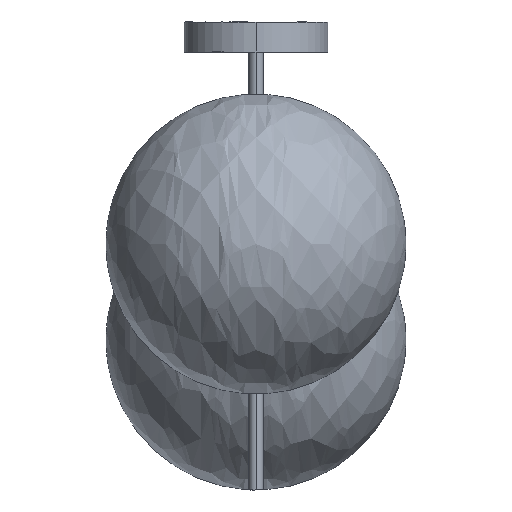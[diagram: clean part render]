
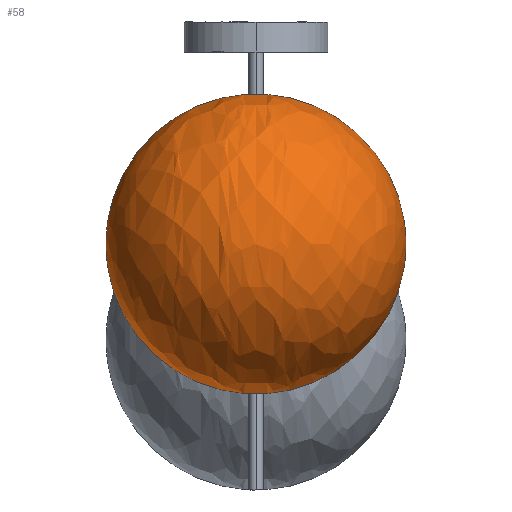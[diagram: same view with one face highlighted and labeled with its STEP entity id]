
A CAD part, left-side view. The second image highlights one B-rep face of the part: STEP entity #58.
In plain terms, the highlighted free-form (B-spline) face has degree [2, 2] with [5, 5] control points.
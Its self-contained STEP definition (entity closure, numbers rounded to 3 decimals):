
#27=(
BOUNDED_CURVE()
B_SPLINE_CURVE(2,(#428,#429,#430,#431,#432),.UNSPECIFIED.,.F.,.F.)
B_SPLINE_CURVE_WITH_KNOTS((3,2,3),(-196.35,0.,196.35),
 .UNSPECIFIED.)
CURVE()
GEOMETRIC_REPRESENTATION_ITEM()
RATIONAL_B_SPLINE_CURVE((1.,0.707,1.,0.707,1.))
REPRESENTATION_ITEM('')
);
#28=(
BOUNDED_CURVE()
B_SPLINE_CURVE(2,(#470,#471,#472,#473,#474),.UNSPECIFIED.,.F.,.F.)
B_SPLINE_CURVE_WITH_KNOTS((3,2,3),(-196.35,0.,196.35),
 .UNSPECIFIED.)
CURVE()
GEOMETRIC_REPRESENTATION_ITEM()
RATIONAL_B_SPLINE_CURVE((1.,0.707,1.,0.707,1.))
REPRESENTATION_ITEM('')
);
#58=ADVANCED_FACE('',(#71),#174,.T.);
#71=FACE_OUTER_BOUND('',#85,.T.);
#85=EDGE_LOOP('',(#101,#102));
#101=ORIENTED_EDGE('',*,*,#134,.T.);
#102=ORIENTED_EDGE('',*,*,#132,.F.);
#132=EDGE_CURVE('',#157,#158,#27,.T.);
#134=EDGE_CURVE('',#157,#158,#28,.T.);
#157=VERTEX_POINT('',#425);
#158=VERTEX_POINT('',#426);
#174=(
BOUNDED_SURFACE()
B_SPLINE_SURFACE(2,2,((#400,#401,#402,#403,#404),(#405,#406,#407,#408,#409),
(#410,#411,#412,#413,#414),(#415,#416,#417,#418,#419),(#420,#421,#422,#423,
#424)),.UNSPECIFIED.,.F.,.F.,.F.)
B_SPLINE_SURFACE_WITH_KNOTS((3,2,3),(3,2,3),(-196.35,0.,196.35),
(392.699,589.049,785.398),.UNSPECIFIED.)
GEOMETRIC_REPRESENTATION_ITEM()
RATIONAL_B_SPLINE_SURFACE(((1.,0.707,1.,0.707,1.),
(0.707,0.5,0.707,0.5,0.707),(1.,0.707,
1.,0.707,1.),(0.707,0.5,0.707,0.5,0.707),
(1.,0.707,1.,0.707,1.)))
REPRESENTATION_ITEM('')
SURFACE()
);
#400=CARTESIAN_POINT('',(-131.,125.,3320.406));
#401=CARTESIAN_POINT('',(-131.,125.,3320.406));
#402=CARTESIAN_POINT('',(-131.,125.,3320.406));
#403=CARTESIAN_POINT('',(-131.,125.,3320.406));
#404=CARTESIAN_POINT('',(-131.,125.,3320.406));
#405=CARTESIAN_POINT('',(-131.,125.,3195.406));
#406=CARTESIAN_POINT('',(-256.,125.,3195.406));
#407=CARTESIAN_POINT('',(-256.,125.,3320.406));
#408=CARTESIAN_POINT('',(-256.,125.,3445.406));
#409=CARTESIAN_POINT('',(-131.,125.,3445.406));
#410=CARTESIAN_POINT('',(-131.,0.,3195.406));
#411=CARTESIAN_POINT('',(-256.,0.,3195.406));
#412=CARTESIAN_POINT('',(-256.,0.,3320.406));
#413=CARTESIAN_POINT('',(-256.,0.,3445.406));
#414=CARTESIAN_POINT('',(-131.,0.,3445.406));
#415=CARTESIAN_POINT('',(-131.,-125.,3195.406));
#416=CARTESIAN_POINT('',(-256.,-125.,3195.406));
#417=CARTESIAN_POINT('',(-256.,-125.,3320.406));
#418=CARTESIAN_POINT('',(-256.,-125.,3445.406));
#419=CARTESIAN_POINT('',(-131.,-125.,3445.406));
#420=CARTESIAN_POINT('',(-131.,-125.,3320.406));
#421=CARTESIAN_POINT('',(-131.,-125.,3320.406));
#422=CARTESIAN_POINT('',(-131.,-125.,3320.406));
#423=CARTESIAN_POINT('',(-131.,-125.,3320.406));
#424=CARTESIAN_POINT('',(-131.,-125.,3320.406));
#425=CARTESIAN_POINT('',(-131.,125.,3320.406));
#426=CARTESIAN_POINT('',(-131.,-125.,3320.406));
#428=CARTESIAN_POINT('',(-131.,125.,3320.406));
#429=CARTESIAN_POINT('',(-131.,125.,3445.406));
#430=CARTESIAN_POINT('',(-131.,0.,3445.406));
#431=CARTESIAN_POINT('',(-131.,-125.,3445.406));
#432=CARTESIAN_POINT('',(-131.,-125.,3320.406));
#470=CARTESIAN_POINT('',(-131.,125.,3320.406));
#471=CARTESIAN_POINT('',(-131.,125.,3195.406));
#472=CARTESIAN_POINT('',(-131.,0.,3195.406));
#473=CARTESIAN_POINT('',(-131.,-125.,3195.406));
#474=CARTESIAN_POINT('',(-131.,-125.,3320.406));
